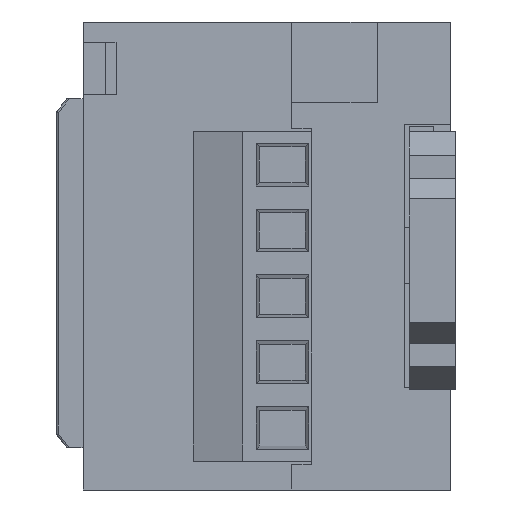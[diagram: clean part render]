
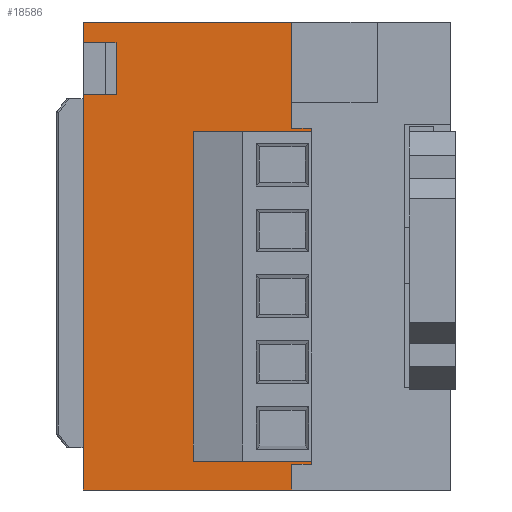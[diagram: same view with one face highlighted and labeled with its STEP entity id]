
A CAD part, left-side view. The second image highlights one B-rep face of the part: STEP entity #18586.
In plain terms, the highlighted face is planar.
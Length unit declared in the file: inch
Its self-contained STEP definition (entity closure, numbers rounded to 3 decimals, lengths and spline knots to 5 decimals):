
#287 = DIRECTION ( 'NONE',  ( 0., -1., 0. ) ) ;
#303 = VERTEX_POINT ( 'NONE', #9183 ) ;
#337 = ORIENTED_EDGE ( 'NONE', *, *, #5897, .T. ) ;
#680 = LINE ( 'NONE', #11087, #3344 ) ;
#758 = AXIS2_PLACEMENT_3D ( 'NONE', #16290, #2397, #13187 ) ;
#873 = DIRECTION ( 'NONE',  ( 0., 1., 0. ) ) ;
#1147 = ORIENTED_EDGE ( 'NONE', *, *, #12541, .T. ) ;
#1425 = VERTEX_POINT ( 'NONE', #10927 ) ;
#1507 = VERTEX_POINT ( 'NONE', #14649 ) ;
#1596 = VECTOR ( 'NONE', #9290, 39.37008 ) ;
#2138 = EDGE_CURVE ( 'NONE', #1507, #16481, #12946, .T. ) ;
#2252 = CARTESIAN_POINT ( 'NONE',  ( 1.2225, 1.015, -0.6475 ) ) ;
#2369 = EDGE_CURVE ( 'NONE', #15373, #8375, #12214, .T. ) ;
#2397 = DIRECTION ( 'NONE',  ( -1., 0., 0. ) ) ;
#2675 = ORIENTED_EDGE ( 'NONE', *, *, #6434, .T. ) ;
#2815 = CARTESIAN_POINT ( 'NONE',  ( 1.2225, 0.422, -0.3875 ) ) ;
#2884 = ORIENTED_EDGE ( 'NONE', *, *, #13788, .F. ) ;
#2999 = VECTOR ( 'NONE', #14625, 39.37008 ) ;
#3230 = VERTEX_POINT ( 'NONE', #6549 ) ;
#3323 = DIRECTION ( 'NONE',  ( 0., 0., 1. ) ) ;
#3344 = VECTOR ( 'NONE', #287, 39.37008 ) ;
#3505 = EDGE_CURVE ( 'NONE', #10558, #8792, #8798, .T. ) ;
#3858 = CARTESIAN_POINT ( 'NONE',  ( 1.2225, 0.482, 0.6475 ) ) ;
#3860 = DIRECTION ( 'NONE',  ( 0., -1., 0. ) ) ;
#3953 = EDGE_CURVE ( 'NONE', #8375, #4924, #8074, .T. ) ;
#4148 = CARTESIAN_POINT ( 'NONE',  ( 1.2225, 0.482, 0.7105 ) ) ;
#4182 = LINE ( 'NONE', #10208, #15071 ) ;
#4276 = VERTEX_POINT ( 'NONE', #17020 ) ;
#4317 = ORIENTED_EDGE ( 'NONE', *, *, #3953, .T. ) ;
#4349 = CARTESIAN_POINT ( 'NONE',  ( 1.2225, 0.422, -0.4025 ) ) ;
#4409 = ORIENTED_EDGE ( 'NONE', *, *, #2369, .T. ) ;
#4577 = ORIENTED_EDGE ( 'NONE', *, *, #14493, .F. ) ;
#4630 = CARTESIAN_POINT ( 'NONE',  ( 1.2225, 0.419, 0.6325 ) ) ;
#4884 = ORIENTED_EDGE ( 'NONE', *, *, #2138, .F. ) ;
#4924 = VERTEX_POINT ( 'NONE', #2815 ) ;
#5000 = FACE_OUTER_BOUND ( 'NONE', #6236, .T. ) ;
#5058 = LINE ( 'NONE', #18548, #6023 ) ;
#5065 = VECTOR ( 'NONE', #5244, 39.37008 ) ;
#5244 = DIRECTION ( 'NONE',  ( 0., 0., 1. ) ) ;
#5502 = EDGE_CURVE ( 'NONE', #1425, #7216, #11881, .T. ) ;
#5756 = CARTESIAN_POINT ( 'NONE',  ( 1.2225, 1.115, -0.4025 ) ) ;
#5799 = VERTEX_POINT ( 'NONE', #11210 ) ;
#5804 = DIRECTION ( 'NONE',  ( 0., 0., -1. ) ) ;
#5897 = EDGE_CURVE ( 'NONE', #3230, #7135, #16493, .T. ) ;
#5961 = CARTESIAN_POINT ( 'NONE',  ( 1.2225, 1.115, -0.7105 ) ) ;
#6023 = VECTOR ( 'NONE', #7725, 39.37008 ) ;
#6236 = EDGE_LOOP ( 'NONE', ( #18237, #2884, #4884, #2675, #18193, #337, #7093, #1147, #12499, #15519, #4409, #4317, #14479, #19935, #4577, #6547 ) ) ;
#6384 = DIRECTION ( 'NONE',  ( 0., 0., -1. ) ) ;
#6434 = EDGE_CURVE ( 'NONE', #1507, #5799, #10875, .T. ) ;
#6530 = CARTESIAN_POINT ( 'NONE',  ( 1.2225, 1.115, -0.7105 ) ) ;
#6547 = ORIENTED_EDGE ( 'NONE', *, *, #8675, .F. ) ;
#6549 = CARTESIAN_POINT ( 'NONE',  ( 1.2225, 1.115, 0.7105 ) ) ;
#7093 = ORIENTED_EDGE ( 'NONE', *, *, #19464, .F. ) ;
#7135 = VERTEX_POINT ( 'NONE', #4148 ) ;
#7216 = VERTEX_POINT ( 'NONE', #4349 ) ;
#7572 = LINE ( 'NONE', #7742, #18951 ) ;
#7725 = DIRECTION ( 'NONE',  ( 0., 0., 1. ) ) ;
#7742 = CARTESIAN_POINT ( 'NONE',  ( 1.2225, 0.422, -0.4025 ) ) ;
#7750 = VECTOR ( 'NONE', #16652, 39.37008 ) ;
#7860 = VECTOR ( 'NONE', #5804, 39.37008 ) ;
#8074 = LINE ( 'NONE', #16171, #12181 ) ;
#8093 = DIRECTION ( 'NONE',  ( 0., -1., 0. ) ) ;
#8106 = VECTOR ( 'NONE', #6384, 39.37008 ) ;
#8306 = VECTOR ( 'NONE', #19672, 39.37008 ) ;
#8371 = EDGE_CURVE ( 'NONE', #7216, #4924, #7572, .T. ) ;
#8375 = VERTEX_POINT ( 'NONE', #9319 ) ;
#8675 = EDGE_CURVE ( 'NONE', #10558, #4276, #9515, .T. ) ;
#8792 = VERTEX_POINT ( 'NONE', #9998 ) ;
#8798 = LINE ( 'NONE', #8855, #8306 ) ;
#8855 = CARTESIAN_POINT ( 'NONE',  ( 1.2225, 1.115, -0.7105 ) ) ;
#8899 = CARTESIAN_POINT ( 'NONE',  ( 1.2225, 1.015, -0.6475 ) ) ;
#9088 = CARTESIAN_POINT ( 'NONE',  ( 1.2225, 1.015, -0.6475 ) ) ;
#9183 = CARTESIAN_POINT ( 'NONE',  ( 1.2225, 0.422, 0.6475 ) ) ;
#9290 = DIRECTION ( 'NONE',  ( 0., 1., 0. ) ) ;
#9319 = CARTESIAN_POINT ( 'NONE',  ( 1.2225, 0.419, -0.3875 ) ) ;
#9515 = LINE ( 'NONE', #6530, #17264 ) ;
#9922 = DIRECTION ( 'NONE',  ( 0., 1., 0. ) ) ;
#9998 = CARTESIAN_POINT ( 'NONE',  ( 1.2225, 1.115, -0.6475 ) ) ;
#10122 = CARTESIAN_POINT ( 'NONE',  ( 1.2225, 1.015, -0.4895 ) ) ;
#10208 = CARTESIAN_POINT ( 'NONE',  ( 1.2225, 0.482, -0.7105 ) ) ;
#10531 = LINE ( 'NONE', #12560, #14642 ) ;
#10558 = VERTEX_POINT ( 'NONE', #5961 ) ;
#10875 = LINE ( 'NONE', #10122, #19100 ) ;
#10927 = CARTESIAN_POINT ( 'NONE',  ( 1.2225, 0.482, -0.4025 ) ) ;
#11087 = CARTESIAN_POINT ( 'NONE',  ( 1.2225, 1.115, 0.6475 ) ) ;
#11210 = CARTESIAN_POINT ( 'NONE',  ( 1.2225, 1.115, -0.4895 ) ) ;
#11656 = PLANE ( 'NONE',  #758 ) ;
#11807 = EDGE_CURVE ( 'NONE', #5799, #3230, #5058, .T. ) ;
#11881 = LINE ( 'NONE', #5756, #7750 ) ;
#12181 = VECTOR ( 'NONE', #9922, 39.37008 ) ;
#12214 = LINE ( 'NONE', #15685, #8106 ) ;
#12499 = ORIENTED_EDGE ( 'NONE', *, *, #16229, .F. ) ;
#12541 = EDGE_CURVE ( 'NONE', #17482, #303, #680, .T. ) ;
#12560 = CARTESIAN_POINT ( 'NONE',  ( 1.2225, 0.482, -0.7105 ) ) ;
#12946 = LINE ( 'NONE', #8899, #7860 ) ;
#13187 = DIRECTION ( 'NONE',  ( 0., 0., 1. ) ) ;
#13278 = DIRECTION ( 'NONE',  ( 0., 0., 1. ) ) ;
#13788 = EDGE_CURVE ( 'NONE', #16481, #8792, #14856, .T. ) ;
#13931 = LINE ( 'NONE', #18533, #1596 ) ;
#14479 = ORIENTED_EDGE ( 'NONE', *, *, #8371, .F. ) ;
#14493 = EDGE_CURVE ( 'NONE', #4276, #1425, #4182, .T. ) ;
#14625 = DIRECTION ( 'NONE',  ( 0., 1., 0. ) ) ;
#14642 = VECTOR ( 'NONE', #3323, 39.37008 ) ;
#14649 = CARTESIAN_POINT ( 'NONE',  ( 1.2225, 1.015, -0.4895 ) ) ;
#14702 = VERTEX_POINT ( 'NONE', #15347 ) ;
#14856 = LINE ( 'NONE', #2252, #2999 ) ;
#15071 = VECTOR ( 'NONE', #13278, 39.37008 ) ;
#15347 = CARTESIAN_POINT ( 'NONE',  ( 1.2225, 0.422, 0.6325 ) ) ;
#15373 = VERTEX_POINT ( 'NONE', #4630 ) ;
#15519 = ORIENTED_EDGE ( 'NONE', *, *, #18785, .F. ) ;
#15685 = CARTESIAN_POINT ( 'NONE',  ( 1.2225, 0.419, -0.7105 ) ) ;
#16004 = VECTOR ( 'NONE', #3860, 39.37008 ) ;
#16094 = CARTESIAN_POINT ( 'NONE',  ( 1.2225, 0.422, 0.6325 ) ) ;
#16171 = CARTESIAN_POINT ( 'NONE',  ( 1.2225, 0.392, -0.3875 ) ) ;
#16177 = CARTESIAN_POINT ( 'NONE',  ( 1.2225, 1.115, 0.7105 ) ) ;
#16229 = EDGE_CURVE ( 'NONE', #14702, #303, #16928, .T. ) ;
#16290 = CARTESIAN_POINT ( 'NONE',  ( 1.2225, 1.115, -0.7105 ) ) ;
#16481 = VERTEX_POINT ( 'NONE', #9088 ) ;
#16493 = LINE ( 'NONE', #16177, #16004 ) ;
#16652 = DIRECTION ( 'NONE',  ( 0., -1., 0. ) ) ;
#16928 = LINE ( 'NONE', #16094, #5065 ) ;
#17020 = CARTESIAN_POINT ( 'NONE',  ( 1.2225, 0.482, -0.7105 ) ) ;
#17042 = DIRECTION ( 'NONE',  ( 0., 0., 1. ) ) ;
#17264 = VECTOR ( 'NONE', #8093, 39.37008 ) ;
#17482 = VERTEX_POINT ( 'NONE', #3858 ) ;
#18193 = ORIENTED_EDGE ( 'NONE', *, *, #11807, .T. ) ;
#18237 = ORIENTED_EDGE ( 'NONE', *, *, #3505, .T. ) ;
#18533 = CARTESIAN_POINT ( 'NONE',  ( 1.2225, 0.392, 0.6325 ) ) ;
#18548 = CARTESIAN_POINT ( 'NONE',  ( 1.2225, 1.115, -0.7105 ) ) ;
#18586 = ADVANCED_FACE ( 'NONE', ( #5000 ), #11656, .F. ) ;
#18785 = EDGE_CURVE ( 'NONE', #15373, #14702, #13931, .T. ) ;
#18951 = VECTOR ( 'NONE', #17042, 39.37008 ) ;
#19100 = VECTOR ( 'NONE', #873, 39.37008 ) ;
#19464 = EDGE_CURVE ( 'NONE', #17482, #7135, #10531, .T. ) ;
#19672 = DIRECTION ( 'NONE',  ( 0., 0., 1. ) ) ;
#19935 = ORIENTED_EDGE ( 'NONE', *, *, #5502, .F. ) ;
